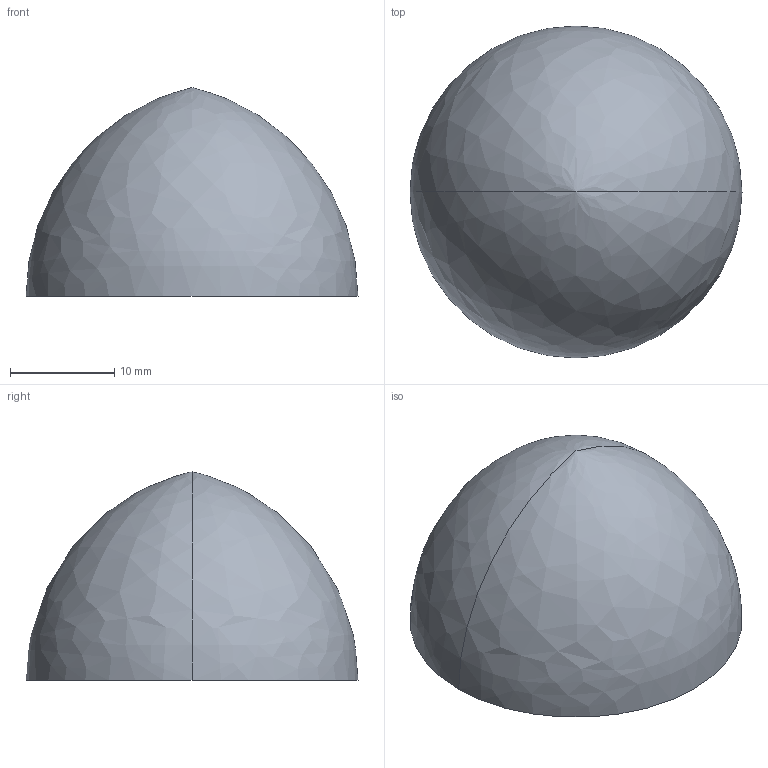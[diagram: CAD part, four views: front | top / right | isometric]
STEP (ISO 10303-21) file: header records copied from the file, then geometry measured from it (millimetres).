
FILE_DESCRIPTION (( 'STEP AP214' ), '1' );
FILE_NAME ('YD11-24-1.stp.STEP', '2026-01-31T07:41:01', ( '' ), ( '' ), 'SwSTEP 2.0', 'SolidWorks 2024', '' );
FILE_SCHEMA (( 'AUTOMOTIVE_DESIGN' ));
Length unit declared in the file: millimetre
Products named in the file (1): YD11-24-1.stp
Bounding box: 31.8 x 31.8 x 20 mm (x, y, z)
Volume: 4038.9 mm3; surface area: 4315.9 mm2
Topology: 1 solids, 1 shells, 12 faces, 26 edges, 14 vertices
Faces by surface type: bspline 6, cylinder 4, plane 2
Entity records: 469 total; most frequent: CARTESIAN_POINT 211, DIRECTION 54, ORIENTED_EDGE 44, AXIS2_PLACEMENT_3D 25, EDGE_CURVE 22, CIRCLE 18, EDGE_LOOP 14, VERTEX_POINT 14
